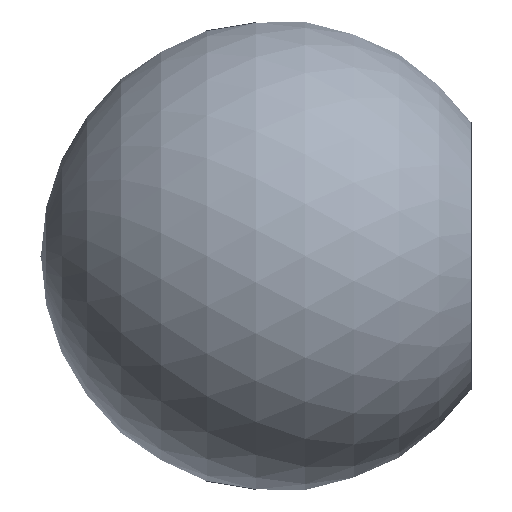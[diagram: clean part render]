
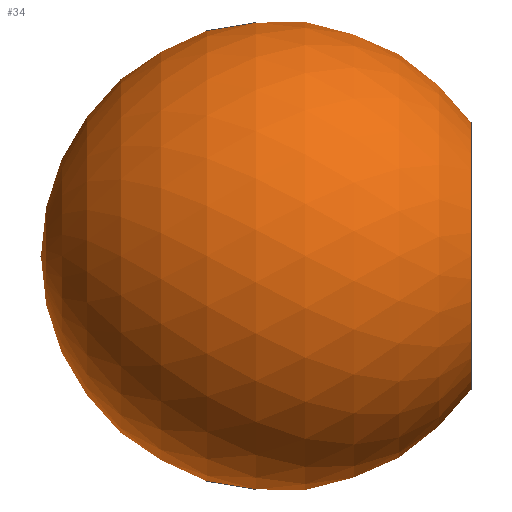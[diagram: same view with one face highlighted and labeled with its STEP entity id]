
A CAD part, left-side view. The second image highlights one B-rep face of the part: STEP entity #34.
In plain terms, the highlighted spherical face has radius 15.897 mm.
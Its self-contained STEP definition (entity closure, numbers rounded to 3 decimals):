
#34 = ADVANCED_FACE( '', ( #71, #72 ), #73, .T. );
#71 = FACE_BOUND( '', #118, .T. );
#72 = FACE_OUTER_BOUND( '', #119, .T. );
#73 = SPHERICAL_SURFACE( '', #120, 15.897 );
#118 = VERTEX_LOOP( '', #159 );
#119 = EDGE_LOOP( '', ( #160 ) );
#120 = AXIS2_PLACEMENT_3D( '', #161, #162, #163 );
#159 = VERTEX_POINT( '', #219 );
#160 = ORIENTED_EDGE( '', *, *, #220, .F. );
#161 = CARTESIAN_POINT( '', ( 0., 13.103, 0. ) );
#162 = DIRECTION( '', ( 0., -1., 0. ) );
#163 = DIRECTION( '', ( 1., 0., 0. ) );
#219 = CARTESIAN_POINT( '', ( 0., 29., 0. ) );
#220 = EDGE_CURVE( '', #240, #240, #241, .T. );
#240 = VERTEX_POINT( '', #268 );
#241 = CIRCLE( '', #269, 9. );
#268 = CARTESIAN_POINT( '', ( 0., 0., -9. ) );
#269 = AXIS2_PLACEMENT_3D( '', #295, #296, #297 );
#295 = CARTESIAN_POINT( '', ( 0., 0., 0. ) );
#296 = DIRECTION( '', ( 0., -1., 0. ) );
#297 = DIRECTION( '', ( 0., 0., -1. ) );
